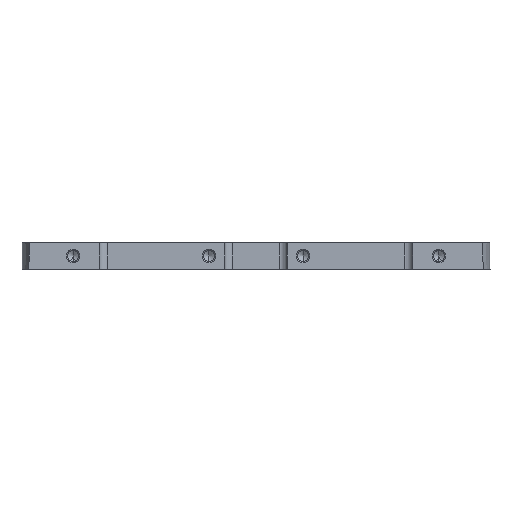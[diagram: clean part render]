
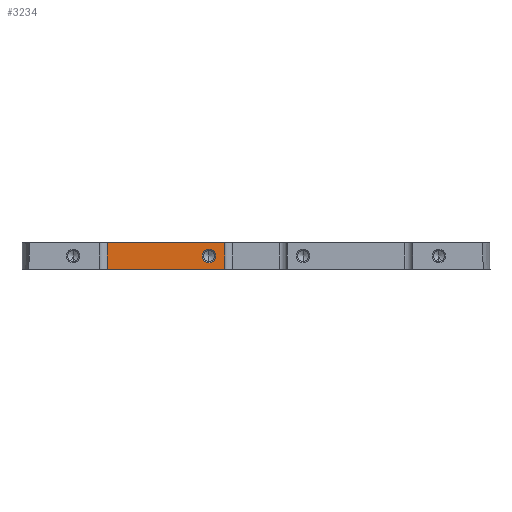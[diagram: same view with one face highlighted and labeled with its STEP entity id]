
A CAD part, front view. The second image highlights one B-rep face of the part: STEP entity #3234.
In plain terms, the highlighted planar face has unit normal (0, -1, 0).
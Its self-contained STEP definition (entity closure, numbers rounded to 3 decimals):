
#190 = CARTESIAN_POINT ( 'NONE',  ( -12., 22., 77. ) ) ;
#256 = CARTESIAN_POINT ( 'NONE',  ( -18., 22., 74.525 ) ) ;
#310 = FACE_OUTER_BOUND ( 'NONE', #2004, .T. ) ;
#333 = DIRECTION ( 'NONE',  ( 0., -1., 0. ) ) ;
#358 = DIRECTION ( 'NONE',  ( 0., 1., 0. ) ) ;
#370 = DIRECTION ( 'NONE',  ( 0., 0., 1. ) ) ;
#455 = CARTESIAN_POINT ( 'NONE',  ( -57., 22., 77. ) ) ;
#519 = CARTESIAN_POINT ( 'NONE',  ( -12., 22., 77. ) ) ;
#553 = VERTEX_POINT ( 'NONE', #766 ) ;
#642 = EDGE_CURVE ( 'NONE', #1644, #553, #2602, .T. ) ;
#724 = FACE_BOUND ( 'NONE', #1918, .T. ) ;
#766 = CARTESIAN_POINT ( 'NONE',  ( -12., 22., 67. ) ) ;
#792 = ORIENTED_EDGE ( 'NONE', *, *, #1193, .F. ) ;
#858 = CARTESIAN_POINT ( 'NONE',  ( -12., 22., 77. ) ) ;
#871 = DIRECTION ( 'NONE',  ( 0., 0., -1. ) ) ;
#889 = CARTESIAN_POINT ( 'NONE',  ( -57., 22., 77. ) ) ;
#940 = VECTOR ( 'NONE', #2690, 1000. ) ;
#972 = AXIS2_PLACEMENT_3D ( 'NONE', #1462, #358, #370 ) ;
#1153 = DIRECTION ( 'NONE',  ( 0., 0., -1. ) ) ;
#1193 = EDGE_CURVE ( 'NONE', #3013, #1644, #2270, .T. ) ;
#1324 = CIRCLE ( 'NONE', #2464, 2.525 ) ;
#1342 = VERTEX_POINT ( 'NONE', #256 ) ;
#1375 = VERTEX_POINT ( 'NONE', #2090 ) ;
#1395 = LINE ( 'NONE', #2427, #940 ) ;
#1402 = VECTOR ( 'NONE', #2260, 1000. ) ;
#1407 = DIRECTION ( 'NONE',  ( 0., -1., 0. ) ) ;
#1462 = CARTESIAN_POINT ( 'NONE',  ( -12., 22., 77. ) ) ;
#1534 = ORIENTED_EDGE ( 'NONE', *, *, #642, .F. ) ;
#1644 = VERTEX_POINT ( 'NONE', #858 ) ;
#1647 = ORIENTED_EDGE ( 'NONE', *, *, #2137, .F. ) ;
#1669 = CARTESIAN_POINT ( 'NONE',  ( -57., 22., 67. ) ) ;
#1671 = AXIS2_PLACEMENT_3D ( 'NONE', #2936, #1407, #871 ) ;
#1673 = VECTOR ( 'NONE', #1795, 1000. ) ;
#1683 = ORIENTED_EDGE ( 'NONE', *, *, #2697, .F. ) ;
#1795 = DIRECTION ( 'NONE',  ( 0., 0., -1. ) ) ;
#1831 = LINE ( 'NONE', #889, #2977 ) ;
#1903 = CIRCLE ( 'NONE', #1671, 2.525 ) ;
#1918 = EDGE_LOOP ( 'NONE', ( #3297, #1647 ) ) ;
#1927 = EDGE_CURVE ( 'NONE', #1375, #1342, #1324, .T. ) ;
#1938 = PLANE ( 'NONE',  #972 ) ;
#2004 = EDGE_LOOP ( 'NONE', ( #792, #3249, #1683, #1534 ) ) ;
#2090 = CARTESIAN_POINT ( 'NONE',  ( -18., 22., 69.475 ) ) ;
#2137 = EDGE_CURVE ( 'NONE', #1342, #1375, #1903, .T. ) ;
#2260 = DIRECTION ( 'NONE',  ( 1., 0., 0. ) ) ;
#2270 = LINE ( 'NONE', #190, #1402 ) ;
#2390 = CARTESIAN_POINT ( 'NONE',  ( -18., 22., 72. ) ) ;
#2401 = DIRECTION ( 'NONE',  ( 0., 0., -1. ) ) ;
#2427 = CARTESIAN_POINT ( 'NONE',  ( 0., 22., 67. ) ) ;
#2464 = AXIS2_PLACEMENT_3D ( 'NONE', #2390, #333, #2401 ) ;
#2602 = LINE ( 'NONE', #519, #1673 ) ;
#2690 = DIRECTION ( 'NONE',  ( -1., 0., 0. ) ) ;
#2697 = EDGE_CURVE ( 'NONE', #553, #2805, #1395, .T. ) ;
#2805 = VERTEX_POINT ( 'NONE', #1669 ) ;
#2936 = CARTESIAN_POINT ( 'NONE',  ( -18., 22., 72. ) ) ;
#2977 = VECTOR ( 'NONE', #1153, 1000. ) ;
#3013 = VERTEX_POINT ( 'NONE', #455 ) ;
#3234 = ADVANCED_FACE ( 'NONE', ( #724, #310 ), #1938, .F. ) ;
#3249 = ORIENTED_EDGE ( 'NONE', *, *, #3257, .T. ) ;
#3257 = EDGE_CURVE ( 'NONE', #3013, #2805, #1831, .T. ) ;
#3297 = ORIENTED_EDGE ( 'NONE', *, *, #1927, .F. ) ;
